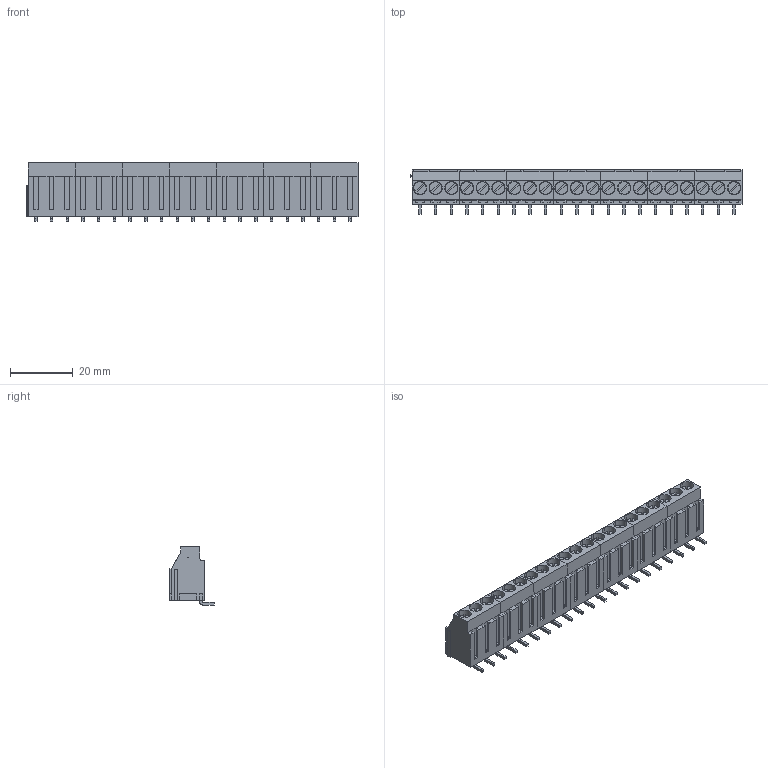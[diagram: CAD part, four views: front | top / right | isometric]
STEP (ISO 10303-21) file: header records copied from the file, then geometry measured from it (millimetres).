
FILE_DESCRIPTION(('CATIA V5 STEP','CAx-IF Rec.Pracs.--- Model Styling and Organization---1.2---2011-12-15'),'2;1');
FILE_NAME ('D1462028_0', '2017-01-24T04:59:48+00:00', ('none'), ('Weidmueller'), 'CATIA Version 5-6 Release 2014', 'CATIA V5 STEP AP214', 'none');
FILE_SCHEMA(('AUTOMOTIVE_DESIGN { 1 0 10303 214 1 1 1 1 }'));
Length unit declared in the file: millimetre
Products named in the file (1): 2429690000
Bounding box: 105.65 x 14.2 x 18.57 mm (x, y, z)
Volume: 13932.8 mm3; surface area: 14055.6 mm2
Topology: 49 solids, 49 shells, 1603 faces, 4200 edges, 2758 vertices
Faces by surface type: plane 1477, cylinder 84, extrusion 42
Entity records: 47982 total; most frequent: CARTESIAN_POINT 9312, ORIENTED_EDGE 8400, DIRECTION 6428, EDGE_CURVE 4200, VECTOR 3906, LINE 3864, VERTEX_POINT 2758, EDGE_LOOP 1666
